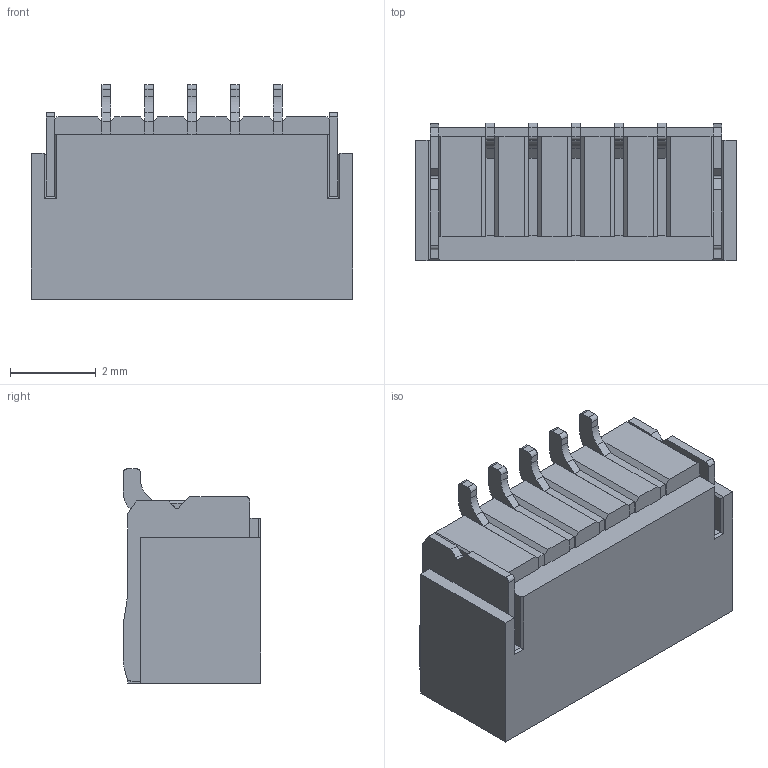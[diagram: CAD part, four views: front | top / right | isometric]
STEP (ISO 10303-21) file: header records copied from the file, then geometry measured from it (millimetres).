
FILE_DESCRIPTION((''),'2;1');
FILE_NAME('FWF10001-5P_REF','2020-07-01T',('gongcheng6'),(''),'PRO/ENGINEER BY PARAMETRIC TECHNOLOGY CORPORATION, 2010280','PRO/ENGINEER BY PARAMETRIC TECHNOLOGY CORPORATION, 2010280','');
FILE_SCHEMA(('CONFIG_CONTROL_DESIGN'));
Length unit declared in the file: millimetre
Products named in the file (1): FWF10001-5P_REF
Bounding box: 7.5 x 3.2 x 5 mm (x, y, z)
Volume: 57.4 mm3; surface area: 204.8 mm2
Topology: 1 solids, 1 shells, 263 faces, 685 edges, 430 vertices
Faces by surface type: plane 231, cylinder 32
Entity records: 7883 total; most frequent: CARTESIAN_POINT 1378, ORIENTED_EDGE 1370, DIRECTION 1277, EDGE_CURVE 685, VECTOR 619, LINE 619, VERTEX_POINT 430, AXIS2_PLACEMENT_3D 329
